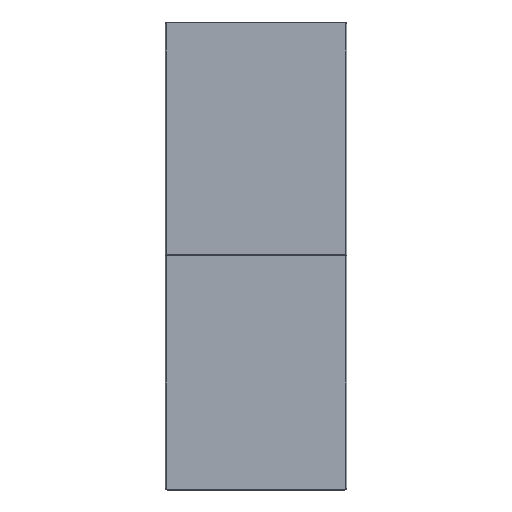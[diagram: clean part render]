
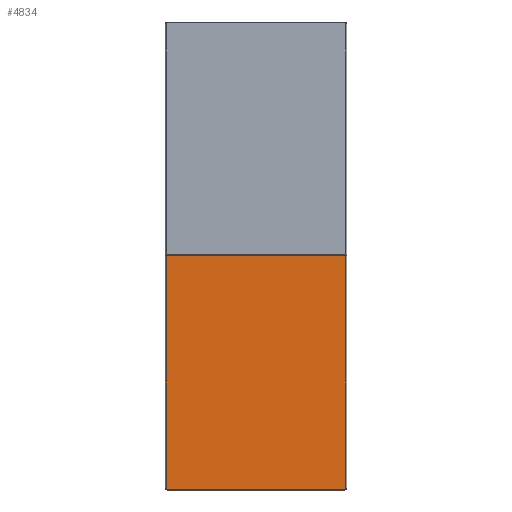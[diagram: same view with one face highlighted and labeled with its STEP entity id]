
A CAD part, top view. The second image highlights one B-rep face of the part: STEP entity #4834.
In plain terms, the highlighted planar face has unit normal (0, 0, 1).
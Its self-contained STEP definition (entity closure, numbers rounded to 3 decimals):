
#263=CIRCLE('',#5075,0.6);
#265=CIRCLE('',#5079,0.6);
#674=FACE_OUTER_BOUND('',#975,.T.);
#975=EDGE_LOOP('',(#4382,#4383,#4384,#4385,#4386,#4387));
#1280=LINE('',#7948,#1752);
#1288=LINE('',#7964,#1760);
#1293=LINE('',#7973,#1765);
#1296=LINE('',#7984,#1768);
#1752=VECTOR('',#5970,10.);
#1760=VECTOR('',#5982,10.);
#1765=VECTOR('',#5989,10.);
#1768=VECTOR('',#6000,10.);
#2198=VERTEX_POINT('',#7945);
#2199=VERTEX_POINT('',#7947);
#2205=VERTEX_POINT('',#7963);
#2208=VERTEX_POINT('',#7971);
#2210=VERTEX_POINT('',#7977);
#2212=VERTEX_POINT('',#7982);
#2782=EDGE_CURVE('',#2198,#2199,#1280,.T.);
#2790=EDGE_CURVE('',#2199,#2205,#1288,.T.);
#2795=EDGE_CURVE('',#2208,#2198,#1293,.T.);
#2798=EDGE_CURVE('',#2210,#2208,#263,.T.);
#2800=EDGE_CURVE('',#2212,#2210,#1296,.T.);
#2803=EDGE_CURVE('',#2205,#2212,#265,.T.);
#4382=ORIENTED_EDGE('',*,*,#2782,.F.);
#4383=ORIENTED_EDGE('',*,*,#2795,.F.);
#4384=ORIENTED_EDGE('',*,*,#2798,.F.);
#4385=ORIENTED_EDGE('',*,*,#2800,.F.);
#4386=ORIENTED_EDGE('',*,*,#2803,.F.);
#4387=ORIENTED_EDGE('',*,*,#2790,.F.);
#4555=PLANE('',#5239);
#4834=ADVANCED_FACE('',(#674),#4555,.T.);
#5075=AXIS2_PLACEMENT_3D('',#7979,#5995,#5996);
#5079=AXIS2_PLACEMENT_3D('',#7988,#6006,#6007);
#5239=AXIS2_PLACEMENT_3D('',#8458,#6481,#6482);
#5970=DIRECTION('',(1.,0.,0.));
#5982=DIRECTION('',(0.,-1.,0.));
#5989=DIRECTION('',(0.,1.,0.));
#5995=DIRECTION('center_axis',(0.,0.,-1.));
#5996=DIRECTION('ref_axis',(-0.707,-0.707,0.));
#6000=DIRECTION('',(-1.,0.,0.));
#6006=DIRECTION('center_axis',(0.,0.,-1.));
#6007=DIRECTION('ref_axis',(0.707,-0.707,0.));
#6481=DIRECTION('center_axis',(0.,0.,1.));
#6482=DIRECTION('ref_axis',(1.,0.,0.));
#7945=CARTESIAN_POINT('',(-46.1,0.024,-20.));
#7947=CARTESIAN_POINT('',(46.1,0.024,-20.));
#7948=CARTESIAN_POINT('',(0.,0.024,-20.));
#7963=CARTESIAN_POINT('',(46.1,-119.,-20.));
#7964=CARTESIAN_POINT('',(46.1,60.,-20.));
#7971=CARTESIAN_POINT('',(-46.1,-119.,-20.));
#7973=CARTESIAN_POINT('',(-46.1,-60.,-20.));
#7977=CARTESIAN_POINT('',(-45.5,-119.6,-20.));
#7979=CARTESIAN_POINT('Origin',(-45.5,-119.,-20.));
#7982=CARTESIAN_POINT('',(45.5,-119.6,-20.));
#7984=CARTESIAN_POINT('',(23.25,-119.6,-20.));
#7988=CARTESIAN_POINT('Origin',(45.5,-119.,-20.));
#8458=CARTESIAN_POINT('Origin',(0.,0.,
-20.));
